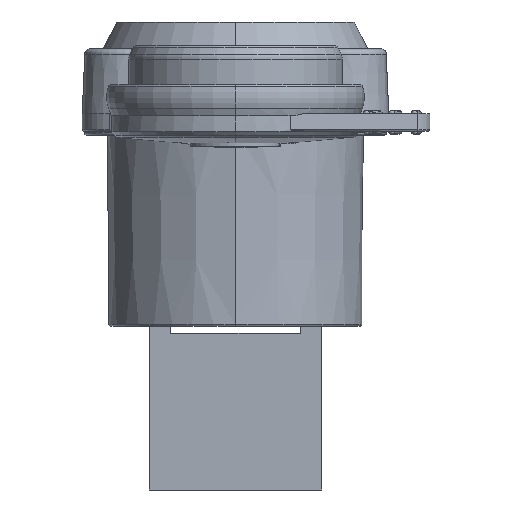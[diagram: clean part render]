
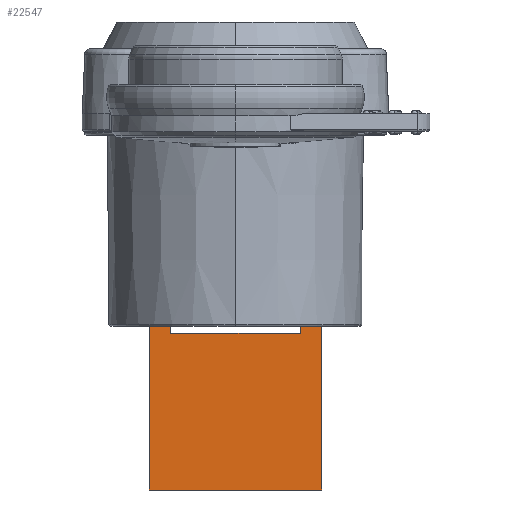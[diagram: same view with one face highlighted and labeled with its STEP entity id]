
A CAD part, front view. The second image highlights one B-rep face of the part: STEP entity #22547.
In plain terms, the highlighted planar face has unit normal (0, -1, 0).
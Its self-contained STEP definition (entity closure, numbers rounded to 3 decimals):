
#7722=DIRECTION('',(-1.,0.,0.));
#7723=VECTOR('',#7722,2.);
#7724=CARTESIAN_POINT('',(8.,-6.5,-25.2));
#7725=LINE('',#7724,#7723);
#7782=DIRECTION('',(-1.,0.,0.));
#7783=VECTOR('',#7782,2.);
#7784=CARTESIAN_POINT('',(-6.,-6.5,-25.2));
#7785=LINE('',#7784,#7783);
#7802=DIRECTION('',(0.,0.,-1.));
#7803=VECTOR('',#7802,15.15);
#7804=CARTESIAN_POINT('',(-8.,-6.5,-25.2));
#7805=LINE('',#7804,#7803);
#7814=DIRECTION('',(0.,0.,-1.));
#7815=VECTOR('',#7814,15.15);
#7816=CARTESIAN_POINT('',(8.,-6.5,-25.2));
#7817=LINE('',#7816,#7815);
#7818=DIRECTION('',(-1.,0.,0.));
#7819=VECTOR('',#7818,16.);
#7820=CARTESIAN_POINT('',(8.,-6.5,-40.35));
#7821=LINE('',#7820,#7819);
#7822=DIRECTION('',(0.,0.,-1.));
#7823=VECTOR('',#7822,0.65);
#7824=CARTESIAN_POINT('',(-6.,-6.5,-25.2));
#7825=LINE('',#7824,#7823);
#7986=DIRECTION('',(-1.,0.,0.));
#7987=VECTOR('',#7986,12.);
#7988=CARTESIAN_POINT('',(6.,-6.5,-25.85));
#7989=LINE('',#7988,#7987);
#8058=DIRECTION('',(0.,0.,-1.));
#8059=VECTOR('',#8058,0.65);
#8060=CARTESIAN_POINT('',(6.,-6.5,-25.2));
#8061=LINE('',#8060,#8059);
#12279=CARTESIAN_POINT('',(6.,-6.5,-25.85));
#12281=VERTEX_POINT('',#12279);
#12283=CARTESIAN_POINT('',(-6.,-6.5,-25.85));
#12284=VERTEX_POINT('',#12283);
#12285=CARTESIAN_POINT('',(8.,-6.5,-40.35));
#12286=CARTESIAN_POINT('',(-8.,-6.5,-40.35));
#12287=VERTEX_POINT('',#12285);
#12288=VERTEX_POINT('',#12286);
#12399=CARTESIAN_POINT('',(8.,-6.5,-25.2));
#12400=VERTEX_POINT('',#12399);
#12402=CARTESIAN_POINT('',(-6.,-6.5,-25.2));
#12404=VERTEX_POINT('',#12402);
#12407=CARTESIAN_POINT('',(-8.,-6.5,-25.2));
#12408=VERTEX_POINT('',#12407);
#12413=CARTESIAN_POINT('',(6.,-6.5,-25.2));
#12414=VERTEX_POINT('',#12413);
#22527=CARTESIAN_POINT('',(8.,-6.5,-23.85));
#22528=DIRECTION('',(0.,-1.,0.));
#22529=DIRECTION('',(-1.,0.,0.));
#22530=AXIS2_PLACEMENT_3D('',#22527,#22528,#22529);
#22531=PLANE('',#22530);
#22532=ORIENTED_EDGE('',*,*,#22437,.F.);
#22534=ORIENTED_EDGE('',*,*,#22533,.T.);
#22536=ORIENTED_EDGE('',*,*,#22535,.T.);
#22537=ORIENTED_EDGE('',*,*,#22505,.F.);
#22538=ORIENTED_EDGE('',*,*,#22475,.F.);
#22540=ORIENTED_EDGE('',*,*,#22539,.T.);
#22542=ORIENTED_EDGE('',*,*,#22541,.F.);
#22544=ORIENTED_EDGE('',*,*,#22543,.F.);
#22545=EDGE_LOOP('',(#22532,#22534,#22536,#22537,#22538,#22540,#22542,#22544));
#22546=FACE_OUTER_BOUND('',#22545,.F.);
#22547=ADVANCED_FACE('',(#22546),#22531,.T.);
#22437=EDGE_CURVE('',#12400,#12414,#7725,.T.);
#22475=EDGE_CURVE('',#12404,#12408,#7785,.T.);
#22505=EDGE_CURVE('',#12408,#12288,#7805,.T.);
#22533=EDGE_CURVE('',#12400,#12287,#7817,.T.);
#22535=EDGE_CURVE('',#12287,#12288,#7821,.T.);
#22539=EDGE_CURVE('',#12404,#12284,#7825,.T.);
#22541=EDGE_CURVE('',#12281,#12284,#7989,.T.);
#22543=EDGE_CURVE('',#12414,#12281,#8061,.T.);
